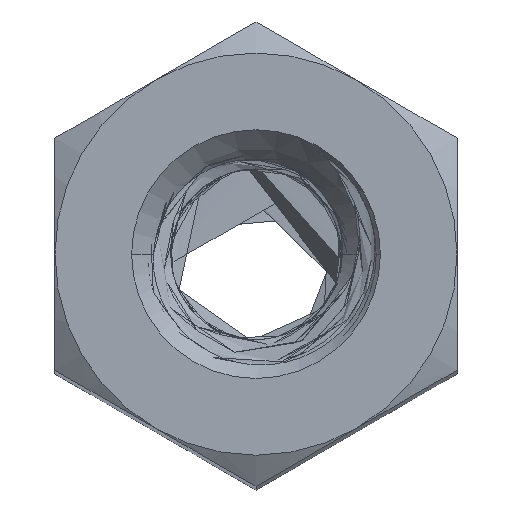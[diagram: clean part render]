
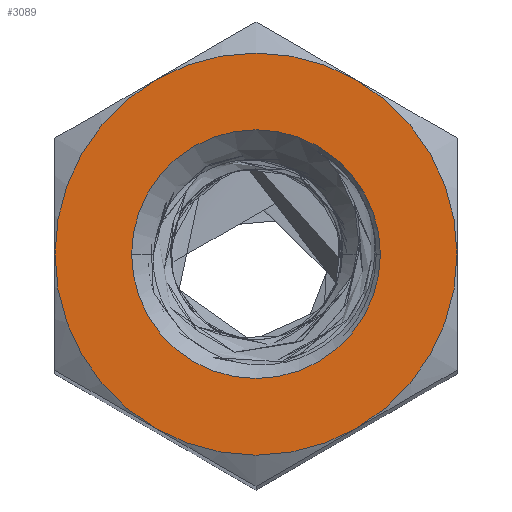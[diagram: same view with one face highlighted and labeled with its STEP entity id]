
A CAD part, top view. The second image highlights one B-rep face of the part: STEP entity #3089.
In plain terms, the highlighted planar face has unit normal (0, 0, 1).
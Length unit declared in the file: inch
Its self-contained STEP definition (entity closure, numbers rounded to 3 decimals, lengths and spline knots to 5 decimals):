
#42 = EDGE_LOOP ( 'NONE', ( #6091, #6090, #6089, #6088, #6087, #6086 ) ) ;
#212 = DIRECTION ( 'NONE',  ( 0., 0., -1. ) ) ;
#213 = DIRECTION ( 'NONE',  ( -1., 0., 0. ) ) ;
#214 = CARTESIAN_POINT ( 'NONE',  ( 0., 0., 0.5 ) ) ;
#215 = DIRECTION ( 'NONE',  ( 0., 0., -1. ) ) ;
#216 = DIRECTION ( 'NONE',  ( -1., 0., 0. ) ) ;
#217 = CARTESIAN_POINT ( 'NONE',  ( 0., 0., 0.5 ) ) ;
#218 = CARTESIAN_POINT ( 'NONE',  ( 0., 0., 0.5 ) ) ;
#223 = DIRECTION ( 'NONE',  ( 0., 0., -1. ) ) ;
#224 = DIRECTION ( 'NONE',  ( -1., 0., 0. ) ) ;
#225 = CARTESIAN_POINT ( 'NONE',  ( 0., 0., 0.5 ) ) ;
#226 = DIRECTION ( 'NONE',  ( 0., 0., -1. ) ) ;
#227 = DIRECTION ( 'NONE',  ( -1., 0., 0. ) ) ;
#228 = CARTESIAN_POINT ( 'NONE',  ( 0., 0., 0.5 ) ) ;
#229 = DIRECTION ( 'NONE',  ( 0., 0., -1. ) ) ;
#230 = DIRECTION ( 'NONE',  ( -1., 0., 0. ) ) ;
#237 = DIRECTION ( 'NONE',  ( 0., 0., -1. ) ) ;
#238 = DIRECTION ( 'NONE',  ( -1., 0., 0. ) ) ;
#481 = DIRECTION ( 'NONE',  ( 0., 0., -1. ) ) ;
#482 = DIRECTION ( 'NONE',  ( -1., 0., 0. ) ) ;
#521 = CARTESIAN_POINT ( 'NONE',  ( 0., 0., 0.5 ) ) ;
#951 = EDGE_LOOP ( 'NONE', ( #6085, #6084 ) ) ;
#1426 = CARTESIAN_POINT ( 'NONE',  ( 0.04687, 0.08119, 0.5 ) ) ;
#1444 = CARTESIAN_POINT ( 'NONE',  ( 0.09375, 0., 0.5 ) ) ;
#2498 = CARTESIAN_POINT ( 'NONE',  ( 0., 0., 0.5 ) ) ;
#3089 = ADVANCED_FACE ( 'NONE', ( #6126, #6136 ), #8219, .T. ) ;
#3343 = CARTESIAN_POINT ( 'NONE',  ( 0., 0., 0.5 ) ) ;
#3344 = DIRECTION ( 'NONE',  ( 0., 0., -1. ) ) ;
#3345 = DIRECTION ( 'NONE',  ( -1., 0., 0. ) ) ;
#3433 = CARTESIAN_POINT ( 'NONE',  ( -0.04687, -0.08119, 0.5 ) ) ;
#3813 = CARTESIAN_POINT ( 'NONE',  ( 0.058, 0., 0.5 ) ) ;
#3827 = CARTESIAN_POINT ( 'NONE',  ( -0.058, 0., 0.5 ) ) ;
#3849 = CARTESIAN_POINT ( 'NONE',  ( -0.09375, 0., 0.5 ) ) ;
#4663 = EDGE_CURVE ( 'NONE', #7572, #5300, #5318, .T. ) ;
#4669 = EDGE_CURVE ( 'NONE', #7445, #6257, #5321, .T. ) ;
#4670 = EDGE_CURVE ( 'NONE', #6257, #6275, #5322, .T. ) ;
#4672 = EDGE_CURVE ( 'NONE', #7475, #7572, #5323, .T. ) ;
#4673 = EDGE_CURVE ( 'NONE', #6275, #7475, #5324, .T. ) ;
#4674 = EDGE_CURVE ( 'NONE', #5300, #7445, #5326, .T. ) ;
#4676 = EDGE_CURVE ( 'NONE', #5264, #5278, #5327, .T. ) ;
#5264 = VERTEX_POINT ( 'NONE', #3813 ) ;
#5278 = VERTEX_POINT ( 'NONE', #3827 ) ;
#5300 = VERTEX_POINT ( 'NONE', #3849 ) ;
#5318 = CIRCLE ( 'NONE', #7550, 0.09375 ) ;
#5321 = CIRCLE ( 'NONE', #7551, 0.09375 ) ;
#5322 = CIRCLE ( 'NONE', #7553, 0.09375 ) ;
#5323 = CIRCLE ( 'NONE', #7552, 0.09375 ) ;
#5324 = CIRCLE ( 'NONE', #7555, 0.09375 ) ;
#5326 = CIRCLE ( 'NONE', #7549, 0.09375 ) ;
#5327 = CIRCLE ( 'NONE', #5492, 0.058 ) ;
#5441 = CIRCLE ( 'NONE', #6219, 0.058 ) ;
#5492 = AXIS2_PLACEMENT_3D ( 'NONE', #217, #237, #238 ) ;
#6084 = ORIENTED_EDGE ( 'NONE', *, *, #4676, .T. ) ;
#6085 = ORIENTED_EDGE ( 'NONE', *, *, #7520, .T. ) ;
#6086 = ORIENTED_EDGE ( 'NONE', *, *, #4672, .F. ) ;
#6087 = ORIENTED_EDGE ( 'NONE', *, *, #4663, .F. ) ;
#6088 = ORIENTED_EDGE ( 'NONE', *, *, #4674, .F. ) ;
#6089 = ORIENTED_EDGE ( 'NONE', *, *, #4669, .F. ) ;
#6090 = ORIENTED_EDGE ( 'NONE', *, *, #4670, .F. ) ;
#6091 = ORIENTED_EDGE ( 'NONE', *, *, #4673, .F. ) ;
#6126 = FACE_OUTER_BOUND ( 'NONE', #42, .T. ) ;
#6136 = FACE_BOUND ( 'NONE', #951, .T. ) ;
#6219 = AXIS2_PLACEMENT_3D ( 'NONE', #3343, #3344, #3345 ) ;
#6257 = VERTEX_POINT ( 'NONE', #1426 ) ;
#6275 = VERTEX_POINT ( 'NONE', #1444 ) ;
#7211 = CARTESIAN_POINT ( 'NONE',  ( -0.04688, 0.08119, 0.5 ) ) ;
#7241 = CARTESIAN_POINT ( 'NONE',  ( 0.04688, -0.08119, 0.5 ) ) ;
#7445 = VERTEX_POINT ( 'NONE', #7211 ) ;
#7475 = VERTEX_POINT ( 'NONE', #7241 ) ;
#7520 = EDGE_CURVE ( 'NONE', #5278, #5264, #5441, .T. ) ;
#7540 = AXIS2_PLACEMENT_3D ( 'NONE', #8218, #8221, #8222 ) ;
#7549 = AXIS2_PLACEMENT_3D ( 'NONE', #228, #229, #230 ) ;
#7550 = AXIS2_PLACEMENT_3D ( 'NONE', #2498, #481, #482 ) ;
#7551 = AXIS2_PLACEMENT_3D ( 'NONE', #521, #212, #213 ) ;
#7552 = AXIS2_PLACEMENT_3D ( 'NONE', #218, #223, #224 ) ;
#7553 = AXIS2_PLACEMENT_3D ( 'NONE', #214, #215, #216 ) ;
#7555 = AXIS2_PLACEMENT_3D ( 'NONE', #225, #226, #227 ) ;
#7572 = VERTEX_POINT ( 'NONE', #3433 ) ;
#8218 = CARTESIAN_POINT ( 'NONE',  ( 0., 0.10825, 0.5 ) ) ;
#8219 = PLANE ( 'NONE',  #7540 ) ;
#8221 = DIRECTION ( 'NONE',  ( 0., 0., 1. ) ) ;
#8222 = DIRECTION ( 'NONE',  ( 1., 0., 0. ) ) ;
